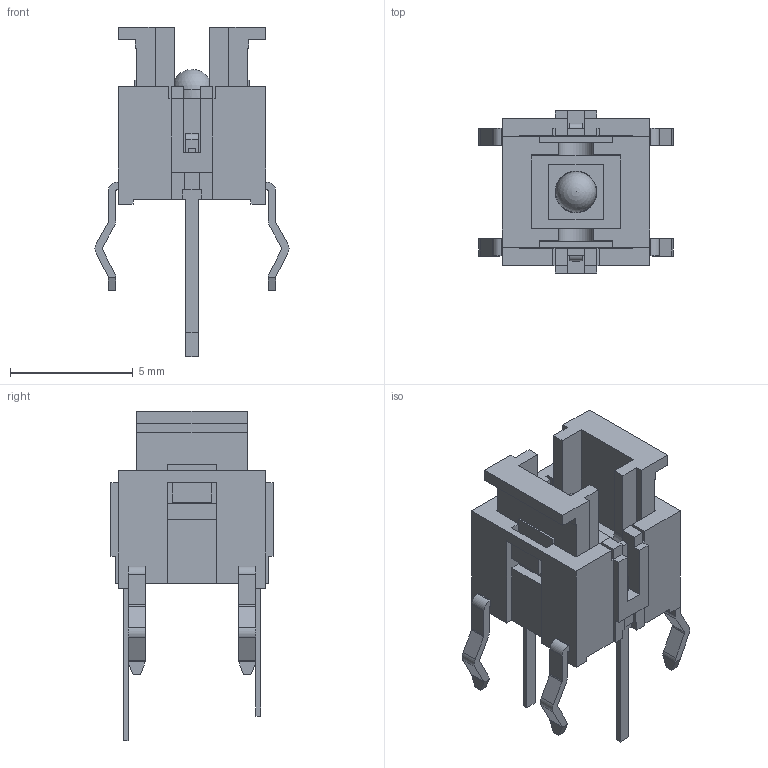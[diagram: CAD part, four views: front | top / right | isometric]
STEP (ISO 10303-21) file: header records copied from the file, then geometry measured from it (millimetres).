
FILE_DESCRIPTION((' '),'2;1');
FILE_NAME('TL1240xQ.stp','2017-07-21T14:51:35',(' '),(' '),' ','ACIS',' ');
FILE_SCHEMA(('CONFIG_CONTROL_DESIGN'));
Length unit declared in the file: inch
Products named in the file (1): TL1240xQ.stp
Bounding box: 7.9 x 6.6 x 13.4 mm (x, y, z)
Volume: 131.3 mm3; surface area: 537.1 mm2
Topology: 1 solids, 1 shells, 283 faces, 823 edges, 538 vertices
Faces by surface type: plane 244, cylinder 36, sphere 2, cone 1
Entity records: 9261 total; most frequent: CARTESIAN_POINT 1632, ORIENTED_EDGE 1630, DIRECTION 1458, EDGE_CURVE 815, VECTOR 740, LINE 740, VERTEX_POINT 533, AXIS2_PLACEMENT_3D 359
